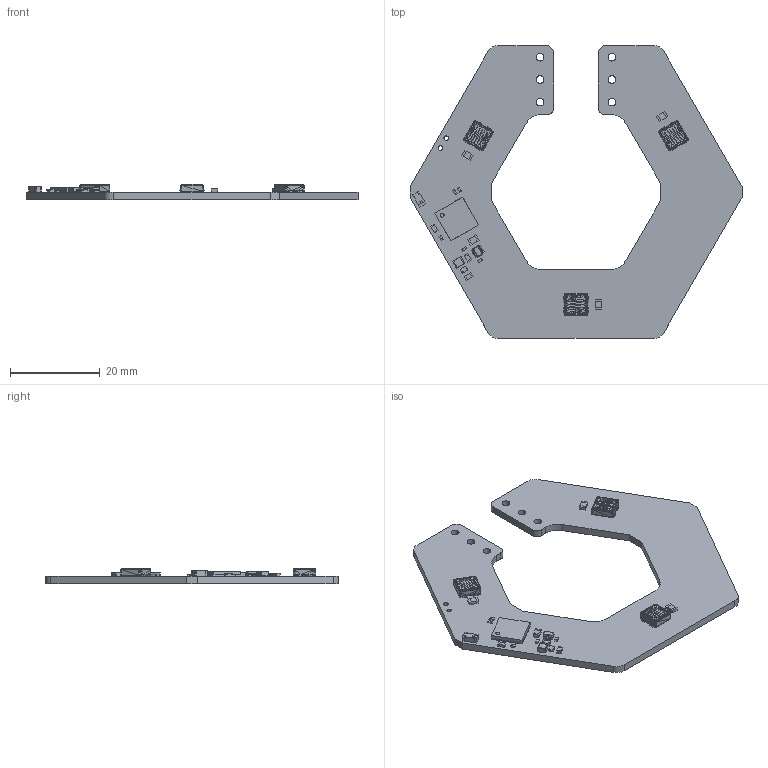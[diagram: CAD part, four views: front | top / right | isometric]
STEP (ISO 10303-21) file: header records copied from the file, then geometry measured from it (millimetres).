
FILE_DESCRIPTION(('Open CASCADE Model'),'2;1');
FILE_NAME('Open CASCADE Shape Model','2021-05-09T22:43:28',('Author'),( 'Open CASCADE'),'Open CASCADE STEP processor 6.8','Open CASCADE 6.8' ,'Unknown');
FILE_SCHEMA(('AUTOMOTIVE_DESIGN { 1 0 10303 214 1 1 1 1 }'));
Length unit declared in the file: millimetre
Products named in the file (78): PCB; Board; D2; ws2812b; C2; 539532512; Extruded; 539532384; R3; 539532000; 539531616; R2; 539531872; 539530336; U3; 534556008; Open_CASCADE_STEP_translator_6.8_46.1; Body; Open_CASCADE_STEP_translator_6.8_46.2.1; ball; U2; 534556128; Open_CASCADE_STEP_translator_6.8_21.1; Open_CASCADE_STEP_translator_6.8_21.2.1; Thermal_Shape; Pin_Shape; Open_CASCADE_STEP_translator_6.8_21.4.1; U1; 534558168; Open_CASCADE_STEP_translator_6.8_31.1.1; Leader; R1; L1; 534558288; Terminal; Open_CASCADE_STEP_translator_6.8_27.1.1; Open_CASCADE_STEP_translator_6.8_27.1.2; Mid_Body; Open_CASCADE_STEP_translator_6.8_27.2.1; C9 ...
Assembly tree (156 placements, depth 5):
  PCB
    Board
    D2
      ws2812b
    C2
      539532512  x2
        Extruded
      539532384
        Extruded
    R3
      539532000  x2
        Extruded
      539531616
        Extruded
    R2
      539531872  x2
        Extruded
      539530336
        Extruded
    U3
      534556008
        Open_CASCADE_STEP_translator_6.8_46.1
        Body
          Open_CASCADE_STEP_translator_6.8_46.2.1
        ball  x6
    U2
      534556128
        Open_CASCADE_STEP_translator_6.8_21.1
        Body
          Open_CASCADE_STEP_translator_6.8_21.2.1
        Thermal_Shape
        Pin_Shape  x48
          Open_CASCADE_STEP_translator_6.8_21.4.1
    U1
      534558168
        Body
          Open_CASCADE_STEP_translator_6.8_31.1.1
        Leader  x6
    R1
      539532000  x2
        Extruded
      539531616
        Extruded
    L1
      534558288
        Terminal
          Open_CASCADE_STEP_translator_6.8_27.1.1
          Open_CASCADE_STEP_translator_6.8_27.1.2
        Mid_Body
          Open_CASCADE_STEP_translator_6.8_27.2.1
    C9
      539532000  x2
        Extruded
      539531488
        Extruded
    C8
      539531360  x2
        Extruded
      539531232
        Extruded
Bounding box: 73.83 x 65.15 x 3.34 mm (x, y, z)
Volume: 4157.3 mm3; surface area: 6259.1 mm2
Topology: 110 solids, 115 shells, 3395 faces, 5862 edges, 2638 vertices
Faces by surface type: plane 3174, cylinder 159, sphere 54, bspline 8
Full cylindrical faces by diameter (mm): 0.131 x1, 0.305 x9, 0.887 x1, 1.02 x2, 1.75 x6
Entity records: 28104 total; most frequent: CARTESIAN_POINT 4918, DIRECTION 4750, ORIENTED_EDGE 3934, EDGE_CURVE 1968, LINE 1688, VECTOR 1688, AXIS2_PLACEMENT_3D 1531, FACE_BOUND 1171
